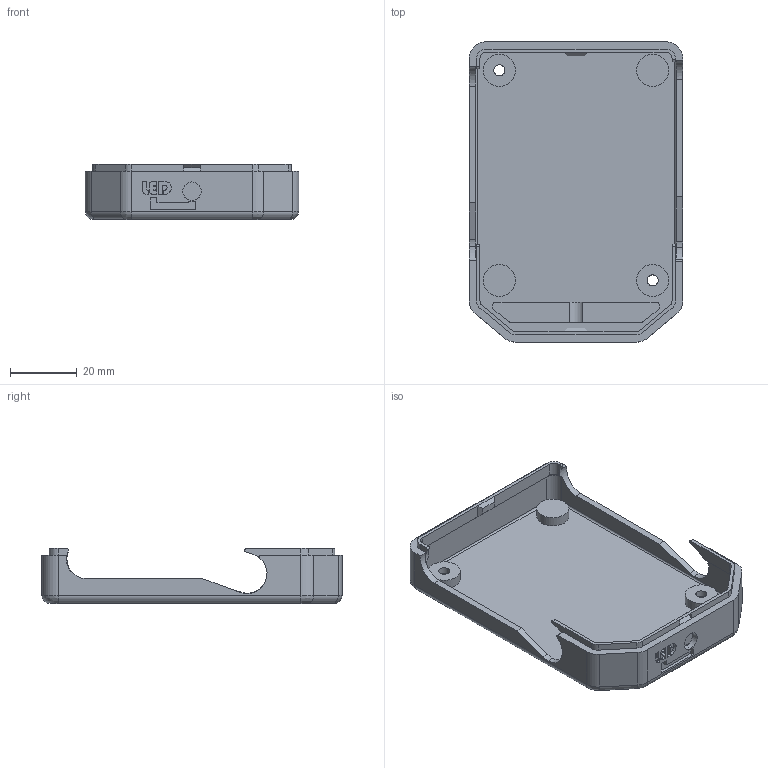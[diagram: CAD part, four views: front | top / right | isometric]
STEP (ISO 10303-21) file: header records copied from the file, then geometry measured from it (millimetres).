
FILE_DESCRIPTION(/* description */ (''),/* implementation_level */ '2;1');
FILE_NAME(/* name */ 'Enabled-Controller-Bottom.step',/* time_stamp */ '2020-12-19T17:18:03-08:00',/* author */ (''),/* organization */ (''),/* preprocessor_version */ 'ST-DEVELOPER v18.1',/* originating_system */ 'Autodesk Translation Framework v9.7.1.1290',/* authorisation */ '');
FILE_SCHEMA (('AUTOMOTIVE_DESIGN { 1 0 10303 214 3 1 1 }'));
Length unit declared in the file: millimetre
Products named in the file (2): Enabled-Controller-Bottom; Plastic Case
Assembly tree (1 placements, depth 2):
  Enabled-Controller-Bottom
    Plastic Case
Bounding box: 64 x 90 x 16.5 mm (x, y, z)
Volume: 18688.3 mm3; surface area: 18800.4 mm2
Topology: 1 solids, 1 shells, 280 faces, 730 edges, 466 vertices
Faces by surface type: plane 141, cylinder 66, bspline 61, cone 6, torus 6
Full cylindrical faces by diameter (mm): 3.3 x2, 5.5 x1, 6.3 x2, 9.6 x4
Entity records: 9121 total; most frequent: CARTESIAN_POINT 2462, ORIENTED_EDGE 1460, DIRECTION 1221, EDGE_CURVE 730, VERTEX_POINT 466, LINE 463, VECTOR 463, AXIS2_PLACEMENT_3D 379
